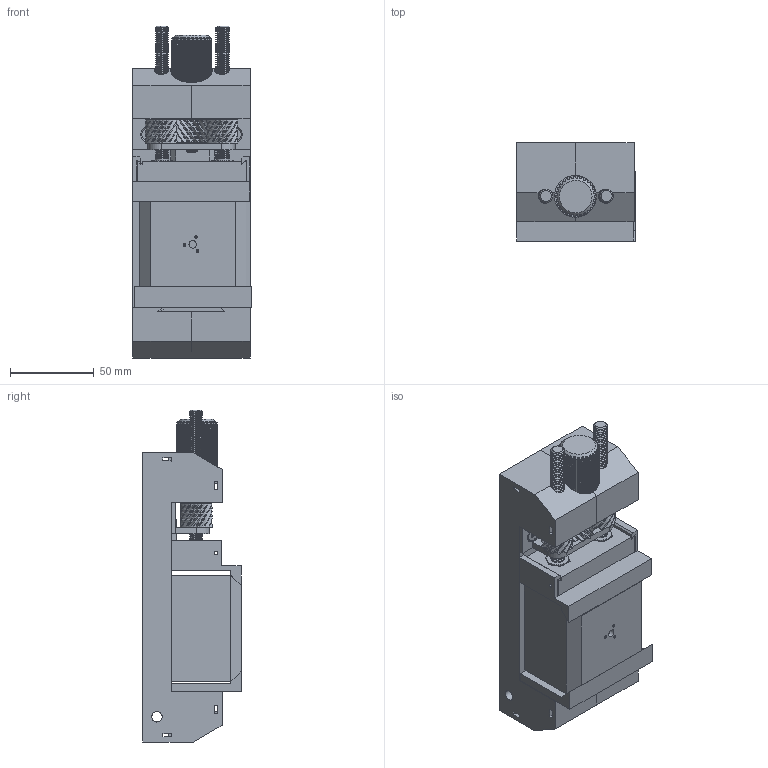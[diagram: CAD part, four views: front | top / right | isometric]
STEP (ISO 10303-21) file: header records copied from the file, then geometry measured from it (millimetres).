
FILE_DESCRIPTION(/* description */ (''),/* implementation_level */ '2;1');
FILE_NAME(/* name */ 'Modified Vise v15.step',/* time_stamp */ '2023-12-28T16:41:09-05:00',/* author */ (''),/* organization */ (''),/* preprocessor_version */ 'ST-DEVELOPER v20',/* originating_system */ 'Autodesk Translation Framework v12.14.0.127',/* authorisation */ '');
FILE_SCHEMA (('AUTOMOTIVE_DESIGN { 1 0 10303 214 3 1 1 }'));
Products named in the file (17): Modified Vise; guide rail_DEAD; guide rail_MOM; presser; holdgear; GEAR mod1 T12-; GEAR mod1 T12; helical gear_4_iso_ISO - LH Helical gear 1M 12T 45HA 20PA 14FW ---12A
75H50L6.0N; PIN_D6 L60; c-ring external retaining ring_am_B27.8M - 3FM1-5; twister handle; ArticulatedClampPad; StaticClampPad; hex bolt gradec_iso_ISO 4016 - M8 x 80 x 80-WS; hex socket head screws_iso_ISO 14586 - ST3.5 x 13-C-N; Guide Block; Anvil
Assembly tree (18 placements, depth 2):
  Modified Vise
    guide rail_DEAD
    guide rail_MOM
    presser
    hex bolt gradec_iso_ISO 4016 - M8 x 80 x 80-WS  x2
    holdgear
    GEAR mod1 T12-
    GEAR mod1 T12
    helical gear_4_iso_ISO - LH Helical gear 1M 12T 45HA 20PA 14FW ---12A
75H50L6.0N
    PIN_D6 L60
    hex socket head screws_iso_ISO 14586 - ST3.5 x 13-C-N  x2
    c-ring external retaining ring_am_B27.8M - 3FM1-5
    twister handle
    ArticulatedClampPad
    StaticClampPad
    Guide Block
    Anvil
Bounding box: 70.86 x 59.06 x 198.19 mm (x, y, z)
Volume: 517290.7 mm3; surface area: 129309.8 mm2
Topology: 18 solids, 18 shells, 1336 faces, 3771 edges, 2481 vertices
Faces by surface type: cylinder 426, plane 419, cone 293, bspline 187, torus 11
Full cylindrical faces by diameter (mm): 1.984 x3, 3.35 x2, 3.5 x2, 4 x2, 4.496 x1, 4.5 x4, 6 x2, 6.2 x4, 6.5 x1, 8 x128, 8.4 x22, 8.5 x2, 11.506 x1, 13 x2
Entity records: 109091 total; most frequent: CARTESIAN_POINT 80575, ORIENTED_EDGE 6220, DIRECTION 5771, EDGE_CURVE 3110, AXIS2_PLACEMENT_3D 2218, VERTEX_POINT 2051, LINE 1335, VECTOR 1335
